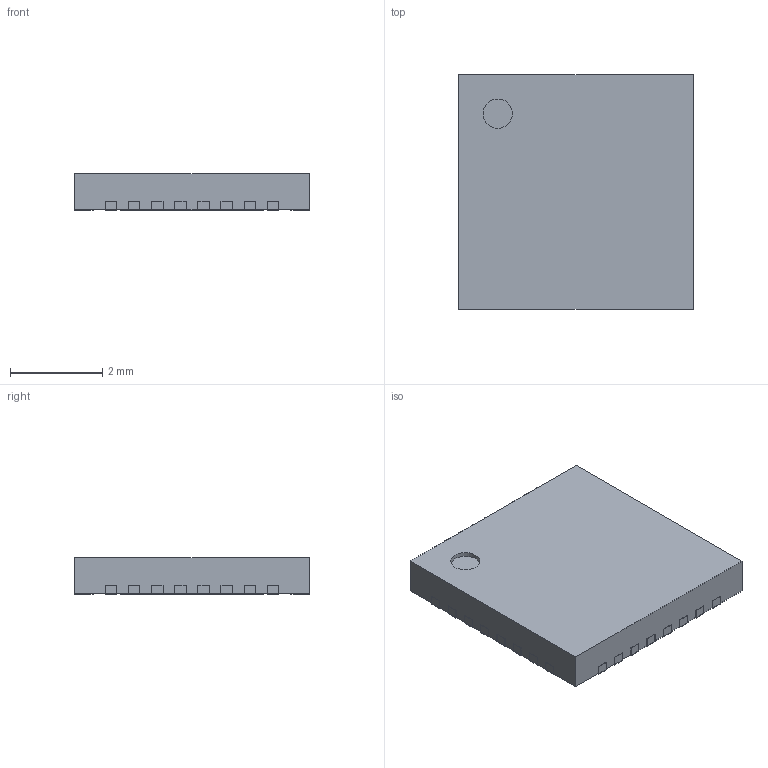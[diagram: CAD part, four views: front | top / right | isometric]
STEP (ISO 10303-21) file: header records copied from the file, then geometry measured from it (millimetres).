
FILE_DESCRIPTION(('Open CASCADE Model'),'2;1');
FILE_NAME('Open CASCADE Shape Model','2026-01-06T07:20:58',('Author'),( 'Open CASCADE'),'Open CASCADE STEP processor 7.5','Open CASCADE 7.5' ,'Unknown');
FILE_SCHEMA(('AUTOMOTIVE_DESIGN { 1 0 10303 214 1 1 1 1 }'));
Length unit declared in the file: millimetre
Products named in the file (9): PCB; Designator1; 14342489856; Open CASCADE STEP translator 7.5 38.1; Body; Open CASCADE STEP translator 7.5 38.2.1; Thermal Shape; Pin Shape; Open CASCADE STEP translator 7.5 38.4.1
Assembly tree (38 placements, depth 4):
  PCB
  Designator1
    14342489856
      Open CASCADE STEP translator 7.5 38.1
      Body
        Open CASCADE STEP translator 7.5 38.2.1
      Thermal Shape
      Pin Shape  x32
        Open CASCADE STEP translator 7.5 38.4.1
Bounding box: 5.12 x 5.12 x 0.8 mm (x, y, z)
Volume: 20.7 mm3; surface area: 97.6 mm2
Topology: 34 solids, 35 shells, 464 faces, 927 edges, 533 vertices
Faces by surface type: plane 463, cylinder 1
Full cylindrical faces by diameter (mm): 0.637 x1
Entity records: 1182 total; most frequent: DIRECTION 200, CARTESIAN_POINT 165, ORIENTED_EDGE 117, AXIS2_PLACEMENT_3D 72, EDGE_CURVE 59, LINE 56, VECTOR 56, PRODUCT_DEFINITION_SHAPE 47
